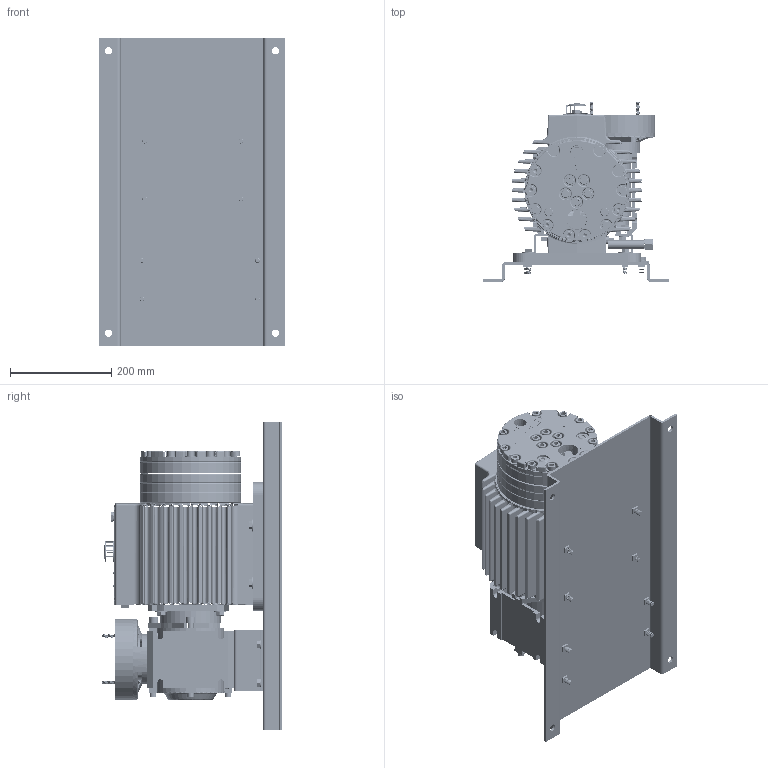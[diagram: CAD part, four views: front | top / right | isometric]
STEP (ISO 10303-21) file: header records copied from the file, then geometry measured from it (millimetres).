
FILE_DESCRIPTION (( 'STEP AP214' ), '1' );
FILE_NAME ('P500 METALLIC IEC110-112B14.STEP', '2018-08-20T14:31:53', ( '' ), ( '' ), 'SwSTEP 2.0', 'SolidWorks 2017', '' );
FILE_SCHEMA (( 'AUTOMOTIVE_DESIGN' ));
Length unit declared in the file: inch
Products named in the file (1): P500 METALLIC IEC110-112B14
Bounding box: 368.3 x 356.38 x 609.6 mm (x, y, z)
Surface area: 1602651.7 mm2 (no closed solid volume)
Topology: 0 solids, 258 shells, 2177 faces, 8239 edges, 6096 vertices
Faces by surface type: cylinder 1052, plane 632, cone 236, bspline 169, torus 77, sphere 11
Entity records: 154537 total; most frequent: CARTESIAN_POINT 64644, ORIENTED_EDGE 11987, DIRECTION 11611, EDGE_CURVE 8238, VERTEX_POINT 6096, AXIS2_PLACEMENT_3D 4309, LINE 2993, VECTOR 2993
